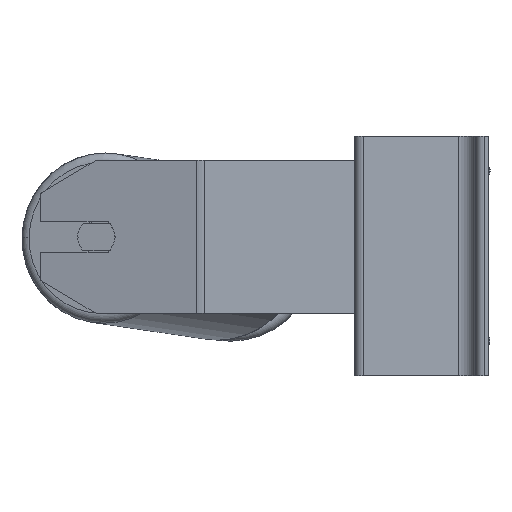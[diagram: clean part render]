
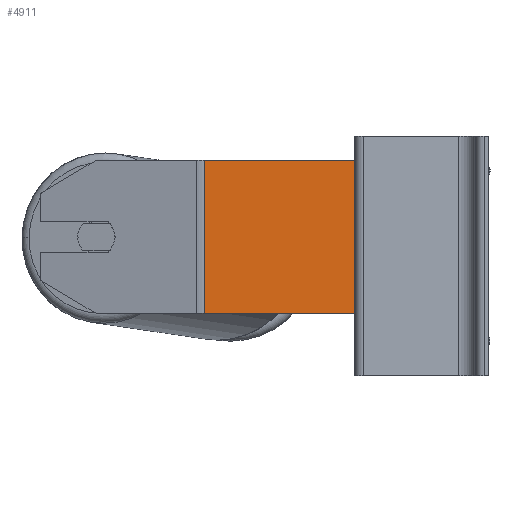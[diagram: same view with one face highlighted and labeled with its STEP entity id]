
A CAD part, left-side view. The second image highlights one B-rep face of the part: STEP entity #4911.
In plain terms, the highlighted planar face has unit normal (-1, 0, 0).
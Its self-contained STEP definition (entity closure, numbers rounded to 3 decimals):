
#623 = CARTESIAN_POINT ( 'NONE',  ( -413., 98.694, -30. ) ) ;
#652 = VECTOR ( 'NONE', #8966, 1000. ) ;
#1129 = VERTEX_POINT ( 'NONE', #3048 ) ;
#1152 = LINE ( 'NONE', #2001, #8219 ) ;
#1153 = VECTOR ( 'NONE', #9702, 1000. ) ;
#1848 = EDGE_CURVE ( 'NONE', #8392, #8833, #4983, .T. ) ;
#2001 = CARTESIAN_POINT ( 'NONE',  ( -413., 18., 50. ) ) ;
#2515 = EDGE_CURVE ( 'NONE', #8392, #7656, #4997, .T. ) ;
#2739 = PLANE ( 'NONE',  #5110 ) ;
#3048 = CARTESIAN_POINT ( 'NONE',  ( -413., 18., -30. ) ) ;
#4251 = CARTESIAN_POINT ( 'NONE',  ( -413., 96.588, 50. ) ) ;
#4911 = ADVANCED_FACE ( 'NONE', ( #10009 ), #2739, .F. ) ;
#4964 = ORIENTED_EDGE ( 'NONE', *, *, #2515, .T. ) ;
#4983 = LINE ( 'NONE', #8905, #1153 ) ;
#4997 = LINE ( 'NONE', #4251, #652 ) ;
#5015 = ORIENTED_EDGE ( 'NONE', *, *, #7500, .T. ) ;
#5110 = AXIS2_PLACEMENT_3D ( 'NONE', #9004, #7459, #7411 ) ;
#6346 = CARTESIAN_POINT ( 'NONE',  ( -413., 96.588, 50. ) ) ;
#7072 = ORIENTED_EDGE ( 'NONE', *, *, #9500, .F. ) ;
#7411 = DIRECTION ( 'NONE',  ( 0., 1., 0. ) ) ;
#7437 = CARTESIAN_POINT ( 'NONE',  ( -413., 18., 50. ) ) ;
#7459 = DIRECTION ( 'NONE',  ( 1., 0., 0. ) ) ;
#7500 = EDGE_CURVE ( 'NONE', #7656, #1129, #10455, .T. ) ;
#7628 = ORIENTED_EDGE ( 'NONE', *, *, #1848, .F. ) ;
#7633 = DIRECTION ( 'NONE',  ( 0., 0., -1. ) ) ;
#7656 = VERTEX_POINT ( 'NONE', #10072 ) ;
#8123 = EDGE_LOOP ( 'NONE', ( #5015, #7072, #7628, #4964 ) ) ;
#8219 = VECTOR ( 'NONE', #7633, 1000. ) ;
#8348 = VECTOR ( 'NONE', #10505, 1000. ) ;
#8392 = VERTEX_POINT ( 'NONE', #6346 ) ;
#8833 = VERTEX_POINT ( 'NONE', #7437 ) ;
#8905 = CARTESIAN_POINT ( 'NONE',  ( -413., 98.694, 50. ) ) ;
#8966 = DIRECTION ( 'NONE',  ( 0., 0., -1. ) ) ;
#9004 = CARTESIAN_POINT ( 'NONE',  ( -413., 98.694, 50. ) ) ;
#9500 = EDGE_CURVE ( 'NONE', #8833, #1129, #1152, .T. ) ;
#9702 = DIRECTION ( 'NONE',  ( 0., -1., 0. ) ) ;
#10009 = FACE_OUTER_BOUND ( 'NONE', #8123, .T. ) ;
#10072 = CARTESIAN_POINT ( 'NONE',  ( -413., 96.588, -30. ) ) ;
#10455 = LINE ( 'NONE', #623, #8348 ) ;
#10505 = DIRECTION ( 'NONE',  ( 0., -1., 0. ) ) ;
